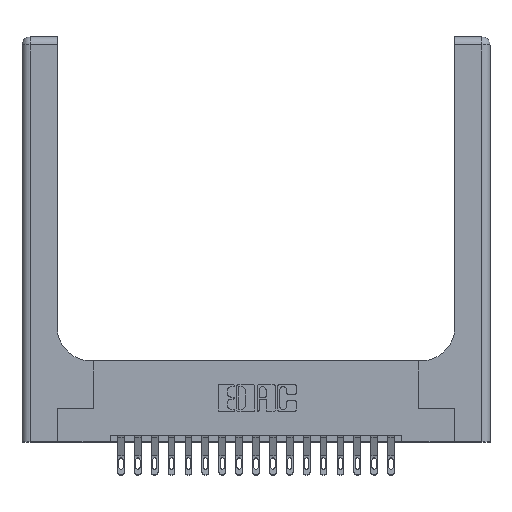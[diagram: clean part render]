
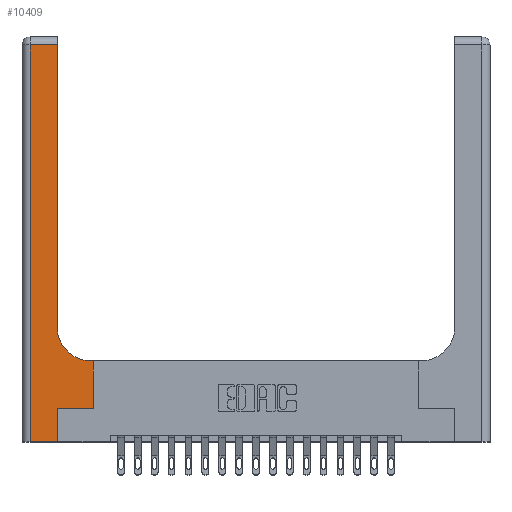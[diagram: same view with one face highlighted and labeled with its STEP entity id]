
A CAD part, top view. The second image highlights one B-rep face of the part: STEP entity #10409.
In plain terms, the highlighted planar face has unit normal (0, 0, 1).
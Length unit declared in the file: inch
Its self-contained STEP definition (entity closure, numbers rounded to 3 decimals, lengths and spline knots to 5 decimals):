
#213 = CARTESIAN_POINT ( 'NONE',  ( 0., 0., 0.37 ) ) ;
#584 = VECTOR ( 'NONE', #17830, 39.37008 ) ;
#641 = VERTEX_POINT ( 'NONE', #12791 ) ;
#1076 = ORIENTED_EDGE ( 'NONE', *, *, #2841, .T. ) ;
#1189 = VERTEX_POINT ( 'NONE', #9565 ) ;
#1261 = LINE ( 'NONE', #2807, #8780 ) ;
#1559 = LINE ( 'NONE', #12526, #20187 ) ;
#1565 = CARTESIAN_POINT ( 'NONE',  ( 0.528, 0.25, 0.37 ) ) ;
#1589 = DIRECTION ( 'NONE',  ( 0., 0., -1. ) ) ;
#1765 = LINE ( 'NONE', #11081, #5339 ) ;
#1880 = DIRECTION ( 'NONE',  ( 1., 0., 0. ) ) ;
#2075 = ORIENTED_EDGE ( 'NONE', *, *, #8411, .T. ) ;
#2137 = EDGE_CURVE ( 'NONE', #641, #19510, #1559, .T. ) ;
#2393 = VECTOR ( 'NONE', #12712, 39.37008 ) ;
#2417 = DIRECTION ( 'NONE',  ( 0., 0., -1. ) ) ;
#2557 = ORIENTED_EDGE ( 'NONE', *, *, #12274, .T. ) ;
#2807 = CARTESIAN_POINT ( 'NONE',  ( 0.265, 0.25, 0.37 ) ) ;
#2841 = EDGE_CURVE ( 'NONE', #19510, #17604, #6735, .T. ) ;
#2905 = DIRECTION ( 'NONE',  ( -1., 0., 0. ) ) ;
#3309 = VERTEX_POINT ( 'NONE', #1565 ) ;
#3489 = LINE ( 'NONE', #5252, #11994 ) ;
#3650 = VERTEX_POINT ( 'NONE', #15583 ) ;
#4366 = DIRECTION ( 'NONE',  ( 1., 0., 0. ) ) ;
#4547 = CARTESIAN_POINT ( 'NONE',  ( 0.265, 0., 0.37 ) ) ;
#4703 = EDGE_LOOP ( 'NONE', ( #10541, #14120, #6428, #2557, #2075, #15758, #12980, #12177, #1076 ) ) ;
#4797 = VERTEX_POINT ( 'NONE', #13929 ) ;
#5231 = VECTOR ( 'NONE', #7541, 39.37008 ) ;
#5252 = CARTESIAN_POINT ( 'NONE',  ( 0., 2.94, 0.37 ) ) ;
#5339 = VECTOR ( 'NONE', #19982, 39.37008 ) ;
#5943 = DIRECTION ( 'NONE',  ( -1., 0., 0. ) ) ;
#6204 = CARTESIAN_POINT ( 'NONE',  ( 0.26, 0.85, 0.37 ) ) ;
#6428 = ORIENTED_EDGE ( 'NONE', *, *, #16426, .T. ) ;
#6735 = CIRCLE ( 'NONE', #10031, 0.25 ) ;
#7541 = DIRECTION ( 'NONE',  ( 0., 1., 0. ) ) ;
#7794 = CARTESIAN_POINT ( 'NONE',  ( 0.51, 0.85, 0.37 ) ) ;
#7981 = CARTESIAN_POINT ( 'NONE',  ( 0.06, 0., 0.37 ) ) ;
#8057 = LINE ( 'NONE', #213, #2393 ) ;
#8411 = EDGE_CURVE ( 'NONE', #3650, #13028, #12400, .T. ) ;
#8780 = VECTOR ( 'NONE', #4366, 39.37008 ) ;
#9131 = EDGE_CURVE ( 'NONE', #13028, #3309, #1261, .T. ) ;
#9565 = CARTESIAN_POINT ( 'NONE',  ( 0.26, 2.94, 0.37 ) ) ;
#10031 = AXIS2_PLACEMENT_3D ( 'NONE', #7794, #1589, #1880 ) ;
#10138 = CARTESIAN_POINT ( 'NONE',  ( 0.265, 0.25, 0.37 ) ) ;
#10409 = ADVANCED_FACE ( 'NONE', ( #11731 ), #18139, .F. ) ;
#10472 = EDGE_CURVE ( 'NONE', #3309, #641, #1765, .T. ) ;
#10541 = ORIENTED_EDGE ( 'NONE', *, *, #19199, .T. ) ;
#10717 = CARTESIAN_POINT ( 'NONE',  ( 0.51, 0.6, 0.37 ) ) ;
#11081 = CARTESIAN_POINT ( 'NONE',  ( 0.528, 0.25, 0.37 ) ) ;
#11618 = DIRECTION ( 'NONE',  ( 0., -1., 0. ) ) ;
#11731 = FACE_OUTER_BOUND ( 'NONE', #4703, .T. ) ;
#11937 = AXIS2_PLACEMENT_3D ( 'NONE', #18030, #2417, #5943 ) ;
#11994 = VECTOR ( 'NONE', #19080, 39.37008 ) ;
#12177 = ORIENTED_EDGE ( 'NONE', *, *, #2137, .T. ) ;
#12274 = EDGE_CURVE ( 'NONE', #15585, #3650, #8057, .T. ) ;
#12400 = LINE ( 'NONE', #4547, #5231 ) ;
#12526 = CARTESIAN_POINT ( 'NONE',  ( 0.26, 0.6, 0.37 ) ) ;
#12712 = DIRECTION ( 'NONE',  ( 1., 0., 0. ) ) ;
#12791 = CARTESIAN_POINT ( 'NONE',  ( 0.528, 0.6, 0.37 ) ) ;
#12980 = ORIENTED_EDGE ( 'NONE', *, *, #10472, .T. ) ;
#13028 = VERTEX_POINT ( 'NONE', #10138 ) ;
#13929 = CARTESIAN_POINT ( 'NONE',  ( 0.06, 2.94, 0.37 ) ) ;
#14120 = ORIENTED_EDGE ( 'NONE', *, *, #14794, .T. ) ;
#14794 = EDGE_CURVE ( 'NONE', #1189, #4797, #3489, .T. ) ;
#15583 = CARTESIAN_POINT ( 'NONE',  ( 0.265, 0., 0.37 ) ) ;
#15585 = VERTEX_POINT ( 'NONE', #7981 ) ;
#15664 = LINE ( 'NONE', #15969, #584 ) ;
#15758 = ORIENTED_EDGE ( 'NONE', *, *, #9131, .T. ) ;
#15969 = CARTESIAN_POINT ( 'NONE',  ( 0.26, 3., 0.37 ) ) ;
#16169 = CARTESIAN_POINT ( 'NONE',  ( 0.06, 3., 0.37 ) ) ;
#16426 = EDGE_CURVE ( 'NONE', #4797, #15585, #17620, .T. ) ;
#17604 = VERTEX_POINT ( 'NONE', #6204 ) ;
#17620 = LINE ( 'NONE', #16169, #18639 ) ;
#17830 = DIRECTION ( 'NONE',  ( 0., 1., 0. ) ) ;
#18030 = CARTESIAN_POINT ( 'NONE',  ( 0., 3., 0.37 ) ) ;
#18139 = PLANE ( 'NONE',  #11937 ) ;
#18639 = VECTOR ( 'NONE', #11618, 39.37008 ) ;
#19080 = DIRECTION ( 'NONE',  ( -1., 0., 0. ) ) ;
#19199 = EDGE_CURVE ( 'NONE', #17604, #1189, #15664, .T. ) ;
#19510 = VERTEX_POINT ( 'NONE', #10717 ) ;
#19982 = DIRECTION ( 'NONE',  ( 0., 1., 0. ) ) ;
#20187 = VECTOR ( 'NONE', #2905, 39.37008 ) ;
